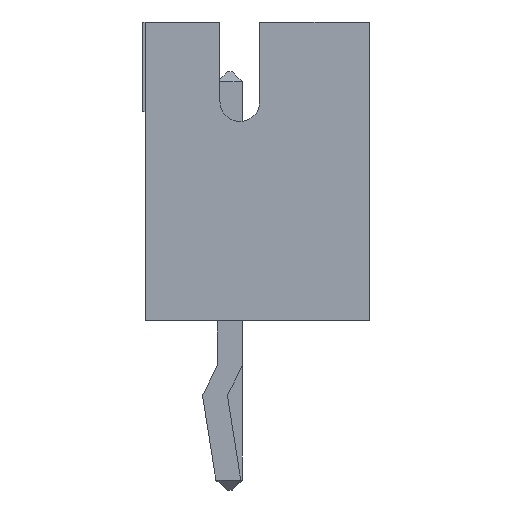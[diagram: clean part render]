
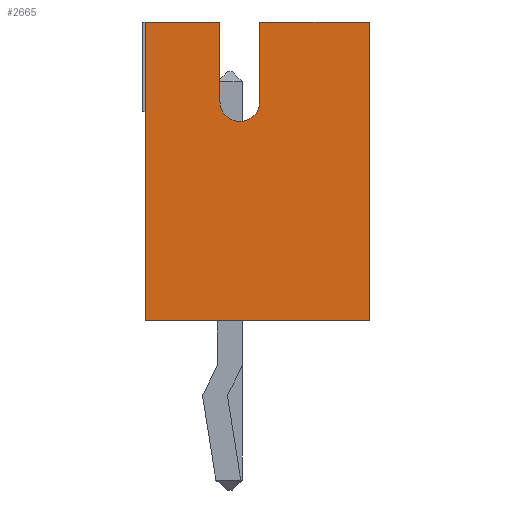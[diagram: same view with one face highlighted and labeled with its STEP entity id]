
A CAD part, left-side view. The second image highlights one B-rep face of the part: STEP entity #2665.
In plain terms, the highlighted planar face has unit normal (-1, 0, 0).
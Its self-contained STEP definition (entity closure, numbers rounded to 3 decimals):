
#167 = VERTEX_POINT('',#168);
#168 = CARTESIAN_POINT('',(-1.95,1.7,6.));
#174 = EDGE_CURVE('',#175,#167,#177,.T.);
#175 = VERTEX_POINT('',#176);
#176 = CARTESIAN_POINT('',(-1.95,1.7,0.));
#177 = LINE('',#178,#179);
#178 = CARTESIAN_POINT('',(-1.95,1.7,0.));
#179 = VECTOR('',#180,1.);
#180 = DIRECTION('',(0.,0.,1.));
#711 = VERTEX_POINT('',#712);
#712 = CARTESIAN_POINT('',(-1.95,-2.8,0.));
#720 = EDGE_CURVE('',#711,#721,#723,.T.);
#721 = VERTEX_POINT('',#722);
#722 = CARTESIAN_POINT('',(-1.95,-2.8,6.));
#723 = LINE('',#724,#725);
#724 = CARTESIAN_POINT('',(-1.95,-2.8,0.));
#725 = VECTOR('',#726,1.);
#726 = DIRECTION('',(0.,0.,1.));
#2655 = EDGE_CURVE('',#175,#711,#2656,.T.);
#2656 = LINE('',#2657,#2658);
#2657 = CARTESIAN_POINT('',(-1.95,1.7,0.));
#2658 = VECTOR('',#2659,1.);
#2659 = DIRECTION('',(0.,-1.,0.));
#2665 = ADVANCED_FACE('',(#2666),#2710,.F.);
#2666 = FACE_BOUND('',#2667,.F.);
#2667 = EDGE_LOOP('',(#2668,#2669,#2670,#2678,#2686,#2695,#2703,#2709));
#2668 = ORIENTED_EDGE('',*,*,#2655,.F.);
#2669 = ORIENTED_EDGE('',*,*,#174,.T.);
#2670 = ORIENTED_EDGE('',*,*,#2671,.T.);
#2671 = EDGE_CURVE('',#167,#2672,#2674,.T.);
#2672 = VERTEX_POINT('',#2673);
#2673 = CARTESIAN_POINT('',(-1.95,0.2,6.));
#2674 = LINE('',#2675,#2676);
#2675 = CARTESIAN_POINT('',(-1.95,1.7,6.));
#2676 = VECTOR('',#2677,1.);
#2677 = DIRECTION('',(0.,-1.,0.));
#2678 = ORIENTED_EDGE('',*,*,#2679,.T.);
#2679 = EDGE_CURVE('',#2672,#2680,#2682,.T.);
#2680 = VERTEX_POINT('',#2681);
#2681 = CARTESIAN_POINT('',(-1.95,0.2,4.4));
#2682 = LINE('',#2683,#2684);
#2683 = CARTESIAN_POINT('',(-1.95,0.2,3.));
#2684 = VECTOR('',#2685,1.);
#2685 = DIRECTION('',(0.,0.,-1.));
#2686 = ORIENTED_EDGE('',*,*,#2687,.F.);
#2687 = EDGE_CURVE('',#2688,#2680,#2690,.T.);
#2688 = VERTEX_POINT('',#2689);
#2689 = CARTESIAN_POINT('',(-1.95,-0.6,4.4));
#2690 = CIRCLE('',#2691,0.4);
#2691 = AXIS2_PLACEMENT_3D('',#2692,#2693,#2694);
#2692 = CARTESIAN_POINT('',(-1.95,-0.2,4.4));
#2693 = DIRECTION('',(1.,0.,0.));
#2694 = DIRECTION('',(0.,1.,0.));
#2695 = ORIENTED_EDGE('',*,*,#2696,.T.);
#2696 = EDGE_CURVE('',#2688,#2697,#2699,.T.);
#2697 = VERTEX_POINT('',#2698);
#2698 = CARTESIAN_POINT('',(-1.95,-0.6,6.));
#2699 = LINE('',#2700,#2701);
#2700 = CARTESIAN_POINT('',(-1.95,-0.6,2.2));
#2701 = VECTOR('',#2702,1.);
#2702 = DIRECTION('',(0.,0.,1.));
#2703 = ORIENTED_EDGE('',*,*,#2704,.T.);
#2704 = EDGE_CURVE('',#2697,#721,#2705,.T.);
#2705 = LINE('',#2706,#2707);
#2706 = CARTESIAN_POINT('',(-1.95,1.7,6.));
#2707 = VECTOR('',#2708,1.);
#2708 = DIRECTION('',(0.,-1.,0.));
#2709 = ORIENTED_EDGE('',*,*,#720,.F.);
#2710 = PLANE('',#2711);
#2711 = AXIS2_PLACEMENT_3D('',#2712,#2713,#2714);
#2712 = CARTESIAN_POINT('',(-1.95,1.7,0.));
#2713 = DIRECTION('',(1.,0.,0.));
#2714 = DIRECTION('',(0.,-1.,0.));
